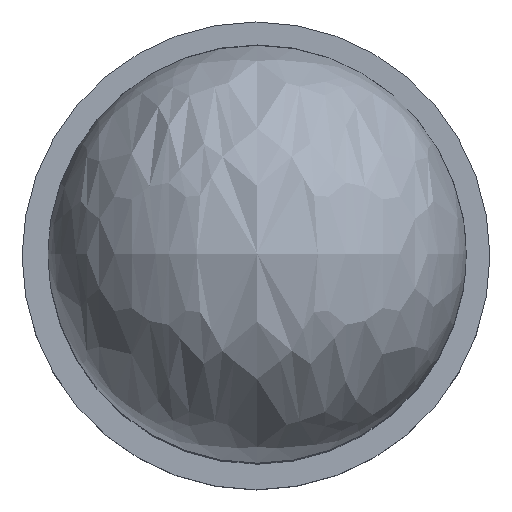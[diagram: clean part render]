
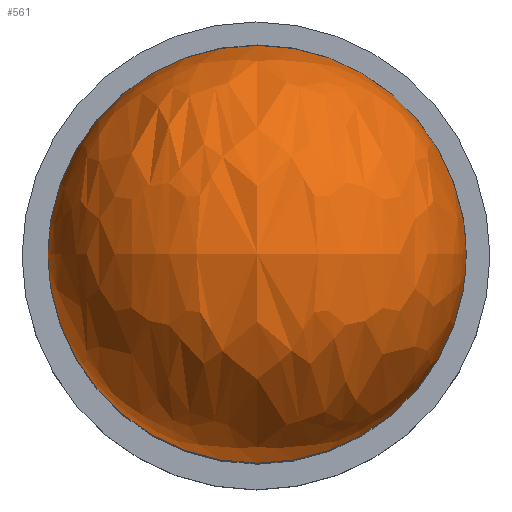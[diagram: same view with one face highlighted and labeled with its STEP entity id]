
A CAD part, top view. The second image highlights one B-rep face of the part: STEP entity #561.
In plain terms, the highlighted free-form (B-spline) face has degree [3, 3] with [4, 4] control points.
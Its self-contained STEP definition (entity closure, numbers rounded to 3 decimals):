
#125 = ORIENTED_EDGE ( 'NONE', *, *, #1852, .T. ) ;
#210 = CARTESIAN_POINT ( 'NONE',  ( 1.475, 2.95, 5.9 ) ) ;
#246 = CARTESIAN_POINT ( 'NONE',  ( -1.475, 0., 0. ) ) ;
#313 = AXIS2_PLACEMENT_3D ( 'NONE', #476, #1487, #1648 ) ;
#355 = CARTESIAN_POINT ( 'NONE',  ( -1.475, -2.95, 0. ) ) ;
#366 = CARTESIAN_POINT ( 'NONE',  ( -1.475, 0., 0. ) ) ;
#387 = FACE_OUTER_BOUND ( 'NONE', #885, .T. ) ;
#476 = CARTESIAN_POINT ( 'NONE',  ( 0., 0., 0. ) ) ;
#561 = ADVANCED_FACE ( 'NONE', ( #387 ), #1063, .T. ) ;
#817 = CARTESIAN_POINT ( 'NONE',  ( -1.475, 0., 0. ) ) ;
#846 = CARTESIAN_POINT ( 'NONE',  ( 1.475, 0., 0. ) ) ;
#862 = VERTEX_POINT ( 'NONE', #817 ) ;
#885 = EDGE_LOOP ( 'NONE', ( #1401, #125 ) ) ;
#892 = CARTESIAN_POINT ( 'NONE',  ( 1.475, -2.95, 0. ) ) ;
#1035 = CARTESIAN_POINT ( 'NONE',  ( -1.475, 0., 0. ) ) ;
#1063 =( BOUNDED_SURFACE ( )  B_SPLINE_SURFACE ( 3, 3, ( 
 ( #1862, #2026, #1687, #846 ),
 ( #1842, #210, #1529, #892 ),
 ( #2063, #1736, #1196, #355 ),
 ( #366, #246, #1541, #1035 ) ),
 .UNSPECIFIED., .F., .F., .F. ) 
 B_SPLINE_SURFACE_WITH_KNOTS ( ( 4, 4 ),
 ( 4, 4 ),
 ( 0., 1. ),
 ( 0., 1. ),
 .UNSPECIFIED. ) 
 GEOMETRIC_REPRESENTATION_ITEM ( )  RATIONAL_B_SPLINE_SURFACE ( (
 ( 1., 0.333, 0.333, 1.),
 ( 0.333, 0.111, 0.111, 0.333),
 ( 0.333, 0.111, 0.111, 0.333),
 ( 1., 0.333, 0.333, 1.) ) ) 
 REPRESENTATION_ITEM ( '' )  SURFACE ( )  );
#1196 = CARTESIAN_POINT ( 'NONE',  ( -1.475, -2.95, 5.9 ) ) ;
#1227 = CARTESIAN_POINT ( 'NONE',  ( 1.475, 0., 0. ) ) ;
#1239 = DIRECTION ( 'NONE',  ( 0., 0., 1. ) ) ;
#1346 = AXIS2_PLACEMENT_3D ( 'NONE', #1905, #1239, #1385 ) ;
#1385 = DIRECTION ( 'NONE',  ( 1., 0., 0. ) ) ;
#1401 = ORIENTED_EDGE ( 'NONE', *, *, #1468, .F. ) ;
#1468 = EDGE_CURVE ( 'NONE', #1833, #862, #1500, .T. ) ;
#1487 = DIRECTION ( 'NONE',  ( 0., 0., -1. ) ) ;
#1500 = CIRCLE ( 'NONE', #313, 1.475 ) ;
#1529 = CARTESIAN_POINT ( 'NONE',  ( 1.475, -2.95, 5.9 ) ) ;
#1541 = CARTESIAN_POINT ( 'NONE',  ( -1.475, 0., 0. ) ) ;
#1563 = CIRCLE ( 'NONE', #1346, 1.475 ) ;
#1648 = DIRECTION ( 'NONE',  ( 1., 0., 0. ) ) ;
#1687 = CARTESIAN_POINT ( 'NONE',  ( 1.475, 0., 0. ) ) ;
#1736 = CARTESIAN_POINT ( 'NONE',  ( -1.475, 2.95, 5.9 ) ) ;
#1833 = VERTEX_POINT ( 'NONE', #1227 ) ;
#1842 = CARTESIAN_POINT ( 'NONE',  ( 1.475, 2.95, 0. ) ) ;
#1852 = EDGE_CURVE ( 'NONE', #1833, #862, #1563, .T. ) ;
#1862 = CARTESIAN_POINT ( 'NONE',  ( 1.475, 0., 0. ) ) ;
#1905 = CARTESIAN_POINT ( 'NONE',  ( 0., 0., 0. ) ) ;
#2026 = CARTESIAN_POINT ( 'NONE',  ( 1.475, 0., 0. ) ) ;
#2063 = CARTESIAN_POINT ( 'NONE',  ( -1.475, 2.95, 0. ) ) ;
